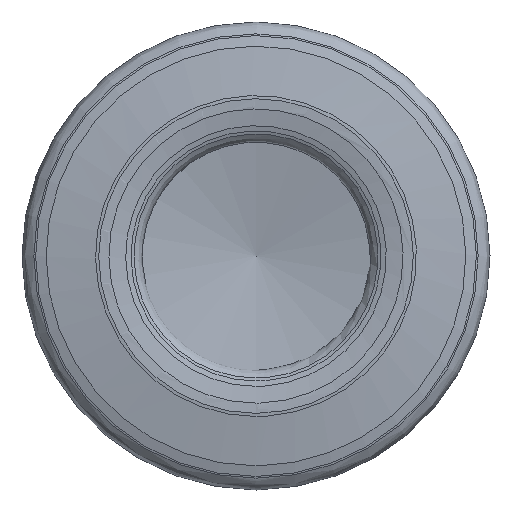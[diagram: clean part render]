
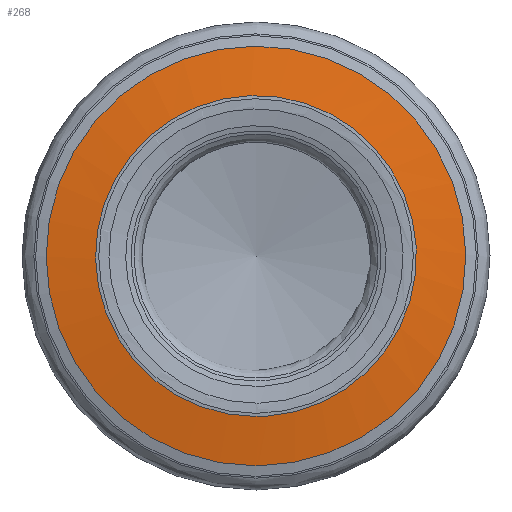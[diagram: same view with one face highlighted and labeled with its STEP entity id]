
A CAD part, left-side view. The second image highlights one B-rep face of the part: STEP entity #268.
In plain terms, the highlighted face is a revolution surface.
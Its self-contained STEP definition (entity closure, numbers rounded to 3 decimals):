
#39=LINE('',#992,#45);
#45=VECTOR('',#781,5.501);
#87=SURFACE_OF_REVOLUTION('',#39,#114);
#114=AXIS1_PLACEMENT('',#993,#782);
#226=FACE_BOUND('',#350,.T.);
#227=FACE_BOUND('',#351,.T.);
#268=ADVANCED_FACE('',(#226,#227),#87,.F.);
#350=EDGE_LOOP('',(#430));
#351=EDGE_LOOP('',(#431));
#430=ORIENTED_EDGE('',*,*,#487,.T.);
#431=ORIENTED_EDGE('',*,*,#512,.F.);
#447=VERTEX_POINT('',#829);
#472=VERTEX_POINT('',#989);
#487=EDGE_CURVE('',#447,#447,#527,.T.);
#512=EDGE_CURVE('',#472,#472,#552,.T.);
#527=CIRCLE('',#594,17.195);
#552=CIRCLE('',#625,22.487);
#594=AXIS2_PLACEMENT_3D('',#828,#686,#687);
#625=AXIS2_PLACEMENT_3D('',#988,#777,#778);
#686=DIRECTION('',(1.,0.,0.));
#687=DIRECTION('',(0.,0.,-1.));
#777=DIRECTION('',(1.,0.,0.));
#778=DIRECTION('',(0.,0.,-1.));
#781=DIRECTION('',(-0.147,0.975,0.17));
#782=DIRECTION('',(1.,0.,0.));
#828=CARTESIAN_POINT('',(0.039,0.,0.));
#829=CARTESIAN_POINT('',(0.039,0.,-17.195));
#988=CARTESIAN_POINT('',(0.845,0.,0.));
#989=CARTESIAN_POINT('',(0.845,0.,-22.487));
#992=CARTESIAN_POINT('',(0.845,-22.476,0.724));
#993=CARTESIAN_POINT('',(1.1,0.,0.));
